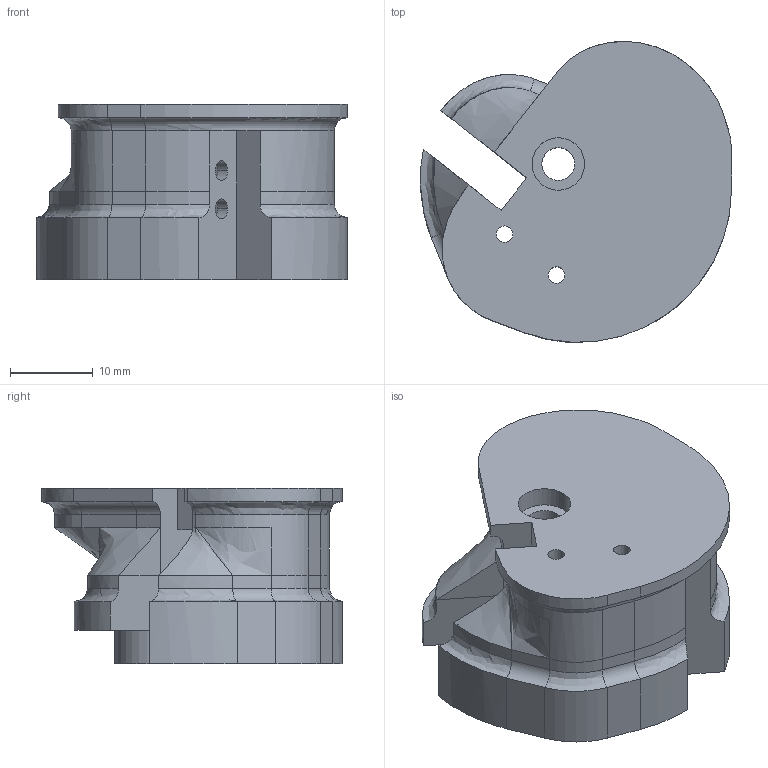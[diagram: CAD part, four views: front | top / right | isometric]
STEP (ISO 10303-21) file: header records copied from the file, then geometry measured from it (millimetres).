
FILE_DESCRIPTION (( 'STEP AP214' ), '1' );
FILE_NAME ('cam-transmission.STEP', '2025-10-18T19:23:04', ( '' ), ( '' ), 'SwSTEP 2.0', 'SolidWorks 2025', '' );
FILE_SCHEMA (( 'AUTOMOTIVE_DESIGN' ));
Length unit declared in the file: millimetre
Products named in the file (1): cam-transmission
Bounding box: 37.59 x 36.37 x 21.17 mm (x, y, z)
Volume: 12079 mm3; surface area: 6588.7 mm2
Topology: 4 solids, 4 shells, 120 faces, 299 edges, 189 vertices
Faces by surface type: plane 54, cylinder 40, bspline 25, torus 1
Entity records: 5468 total; most frequent: CARTESIAN_POINT 2677, ORIENTED_EDGE 598, DIRECTION 508, EDGE_CURVE 299, VERTEX_POINT 189, LINE 172, VECTOR 172, AXIS2_PLACEMENT_3D 168
